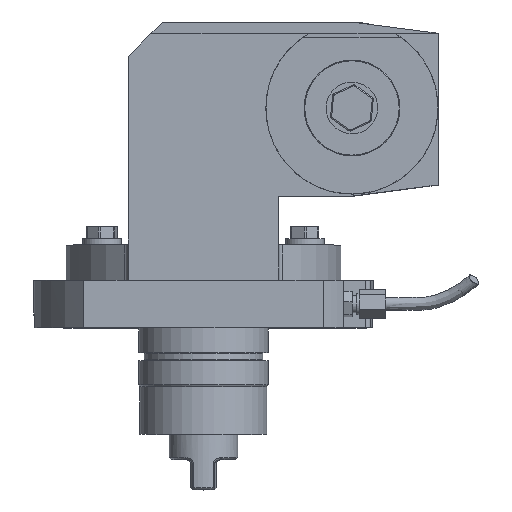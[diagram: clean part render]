
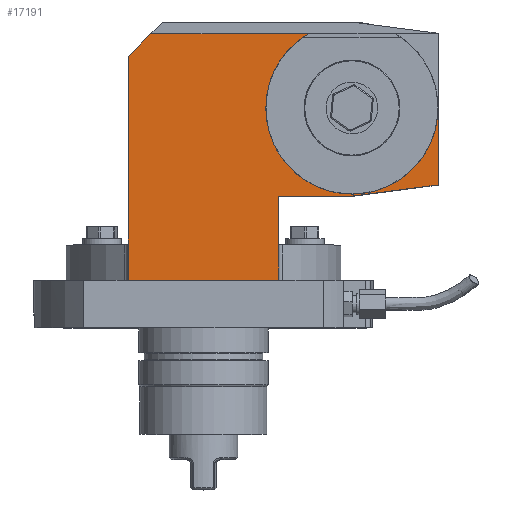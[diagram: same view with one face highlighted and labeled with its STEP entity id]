
A CAD part, top view. The second image highlights one B-rep face of the part: STEP entity #17191.
In plain terms, the highlighted planar face has unit normal (0, 0, 1).
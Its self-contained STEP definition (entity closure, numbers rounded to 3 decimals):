
#294 = EDGE_CURVE ( 'NONE', #26681, #10574, #24581, .T. ) ;
#1255 = EDGE_CURVE ( 'NONE', #32198, #27434, #15249, .T. ) ;
#2049 = CARTESIAN_POINT ( 'NONE',  ( 112.932, -36.131, 115.349 ) ) ;
#2101 = FACE_OUTER_BOUND ( 'NONE', #12472, .T. ) ;
#2154 = DIRECTION ( 'NONE',  ( 0.707, 0.707, 0. ) ) ;
#2381 = VECTOR ( 'NONE', #29920, 1000. ) ;
#2784 = CARTESIAN_POINT ( 'NONE',  ( -31.068, -80.397, 115.349 ) ) ;
#2850 = LINE ( 'NONE', #21774, #27993 ) ;
#4060 = DIRECTION ( 'NONE',  ( -1., 0., 0. ) ) ;
#4471 = VECTOR ( 'NONE', #4060, 1000. ) ;
#5001 = ORIENTED_EDGE ( 'NONE', *, *, #1255, .F. ) ;
#5407 = ORIENTED_EDGE ( 'NONE', *, *, #17693, .F. ) ;
#6006 = VECTOR ( 'NONE', #33090, 1000. ) ;
#7207 = EDGE_CURVE ( 'NONE', #15182, #30024, #8567, .T. ) ;
#8567 = LINE ( 'NONE', #16489, #2381 ) ;
#8785 = DIRECTION ( 'NONE',  ( 0., -1., 0. ) ) ;
#9868 = VERTEX_POINT ( 'NONE', #2049 ) ;
#10205 = CARTESIAN_POINT ( 'NONE',  ( -15.068, 39.603, 115.349 ) ) ;
#10415 = DIRECTION ( 'NONE',  ( 1., 0., 0. ) ) ;
#10527 = EDGE_CURVE ( 'NONE', #27434, #20752, #19068, .T. ) ;
#10574 = VERTEX_POINT ( 'NONE', #15470 ) ;
#12472 = EDGE_LOOP ( 'NONE', ( #5407, #15257, #5001, #21952, #32838, #28471, #32401, #18850, #23541 ) ) ;
#12577 = PLANE ( 'NONE',  #27530 ) ;
#12632 = CARTESIAN_POINT ( 'NONE',  ( -20.548, 34.123, 115.349 ) ) ;
#12925 = CARTESIAN_POINT ( 'NONE',  ( -31.068, -80.397, 115.349 ) ) ;
#14512 = LINE ( 'NONE', #25576, #22033 ) ;
#15182 = VERTEX_POINT ( 'NONE', #2784 ) ;
#15249 = LINE ( 'NONE', #28531, #17647 ) ;
#15257 = ORIENTED_EDGE ( 'NONE', *, *, #10527, .F. ) ;
#15390 = LINE ( 'NONE', #10205, #30969 ) ;
#15470 = CARTESIAN_POINT ( 'NONE',  ( 38.932, -41.397, 115.349 ) ) ;
#15487 = VECTOR ( 'NONE', #25221, 1000. ) ;
#15753 = AXIS2_PLACEMENT_3D ( 'NONE', #32675, #21896, #8785 ) ;
#16260 = EDGE_CURVE ( 'NONE', #9868, #26681, #27970, .T. ) ;
#16489 = CARTESIAN_POINT ( 'NONE',  ( -31.068, 23.603, 115.349 ) ) ;
#17191 = ADVANCED_FACE ( 'Defeature completata1_48', ( #2101 ), #12577, .T. ) ;
#17647 = VECTOR ( 'NONE', #10415, 1000. ) ;
#17693 = EDGE_CURVE ( 'NONE', #20752, #9868, #14512, .T. ) ;
#18641 = EDGE_CURVE ( 'NONE', #10574, #32728, #30708, .T. ) ;
#18850 = ORIENTED_EDGE ( 'NONE', *, *, #294, .F. ) ;
#19068 = CIRCLE ( 'NONE', #15753, 40. ) ;
#19272 = CARTESIAN_POINT ( 'NONE',  ( 112.932, -0.397, 115.349 ) ) ;
#20220 = CARTESIAN_POINT ( 'NONE',  ( 72.932, -41.397, 115.349 ) ) ;
#20752 = VERTEX_POINT ( 'NONE', #19272 ) ;
#20885 = CARTESIAN_POINT ( 'NONE',  ( 52.724, 34.123, 115.349 ) ) ;
#21263 = DIRECTION ( 'NONE',  ( -1., 0., 0. ) ) ;
#21433 = CARTESIAN_POINT ( 'NONE',  ( -31.068, 23.603, 115.349 ) ) ;
#21774 = CARTESIAN_POINT ( 'NONE',  ( -31.068, -80.397, 115.349 ) ) ;
#21896 = DIRECTION ( 'NONE',  ( 0., 0., 1. ) ) ;
#21952 = ORIENTED_EDGE ( 'NONE', *, *, #25551, .F. ) ;
#22033 = VECTOR ( 'NONE', #22654, 1000. ) ;
#22573 = CARTESIAN_POINT ( 'NONE',  ( 38.932, -80.397, 115.349 ) ) ;
#22654 = DIRECTION ( 'NONE',  ( 0., -1., 0. ) ) ;
#23317 = CARTESIAN_POINT ( 'NONE',  ( 38.932, -80.397, 115.349 ) ) ;
#23447 = DIRECTION ( 'NONE',  ( 1., 0., 0. ) ) ;
#23541 = ORIENTED_EDGE ( 'NONE', *, *, #16260, .F. ) ;
#24581 = LINE ( 'NONE', #30218, #4471 ) ;
#25221 = DIRECTION ( 'NONE',  ( 0., -1., 0. ) ) ;
#25551 = EDGE_CURVE ( 'NONE', #30024, #32198, #15390, .T. ) ;
#25576 = CARTESIAN_POINT ( 'NONE',  ( 112.932, -36.131, 115.349 ) ) ;
#26681 = VERTEX_POINT ( 'NONE', #28690 ) ;
#27434 = VERTEX_POINT ( 'NONE', #20885 ) ;
#27530 = AXIS2_PLACEMENT_3D ( 'NONE', #12925, #28444, #23447 ) ;
#27970 = LINE ( 'NONE', #20220, #6006 ) ;
#27993 = VECTOR ( 'NONE', #21263, 1000. ) ;
#28444 = DIRECTION ( 'NONE',  ( 0., 0., 1. ) ) ;
#28471 = ORIENTED_EDGE ( 'NONE', *, *, #32264, .F. ) ;
#28531 = CARTESIAN_POINT ( 'NONE',  ( -31.068, 34.123, 115.349 ) ) ;
#28690 = CARTESIAN_POINT ( 'NONE',  ( 72.932, -41.397, 115.349 ) ) ;
#29920 = DIRECTION ( 'NONE',  ( 0., 1., 0. ) ) ;
#30024 = VERTEX_POINT ( 'NONE', #21433 ) ;
#30218 = CARTESIAN_POINT ( 'NONE',  ( 38.932, -41.397, 115.349 ) ) ;
#30708 = LINE ( 'NONE', #23317, #15487 ) ;
#30969 = VECTOR ( 'NONE', #2154, 1000. ) ;
#32198 = VERTEX_POINT ( 'NONE', #12632 ) ;
#32264 = EDGE_CURVE ( 'NONE', #32728, #15182, #2850, .T. ) ;
#32401 = ORIENTED_EDGE ( 'NONE', *, *, #18641, .F. ) ;
#32675 = CARTESIAN_POINT ( 'NONE',  ( 72.932, -0.397, 115.349 ) ) ;
#32728 = VERTEX_POINT ( 'NONE', #22573 ) ;
#32838 = ORIENTED_EDGE ( 'NONE', *, *, #7207, .F. ) ;
#33090 = DIRECTION ( 'NONE',  ( -0.991, -0.131, 0. ) ) ;
